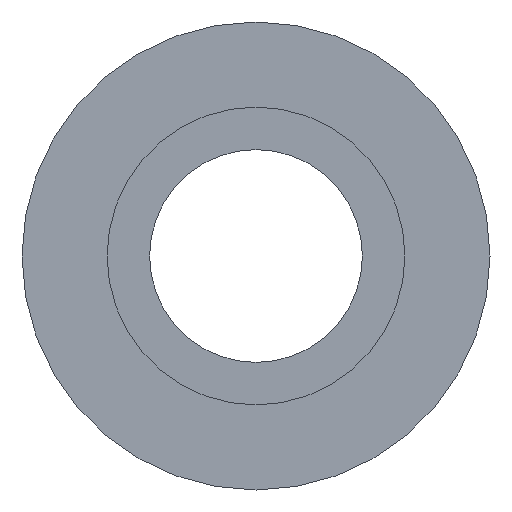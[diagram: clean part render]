
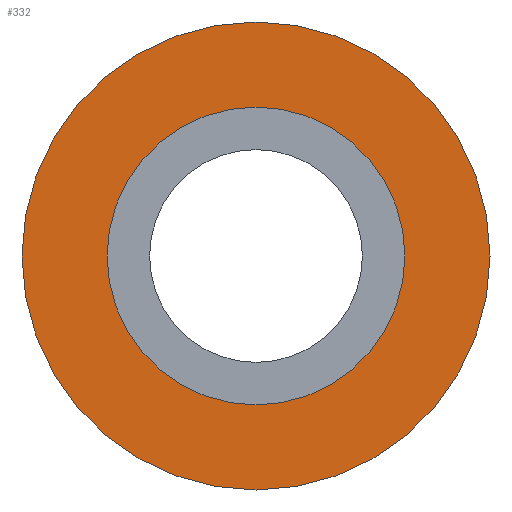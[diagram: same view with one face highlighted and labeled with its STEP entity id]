
A CAD part, front view. The second image highlights one B-rep face of the part: STEP entity #332.
In plain terms, the highlighted planar face has unit normal (0, -1, 0).
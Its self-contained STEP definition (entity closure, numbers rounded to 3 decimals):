
#47=CARTESIAN_POINT('',(0.,-11.,0.));
#48=DIRECTION('',(0.,-1.,0.));
#49=DIRECTION('',(0.,0.,-1.));
#50=AXIS2_PLACEMENT_3D('',#47,#48,#49);
#52=CARTESIAN_POINT('',(0.,-11.,0.));
#53=DIRECTION('',(0.,-1.,0.));
#54=DIRECTION('',(0.,0.,1.));
#55=AXIS2_PLACEMENT_3D('',#52,#53,#54);
#57=CARTESIAN_POINT('',(0.,-11.,0.));
#58=DIRECTION('',(0.,-1.,0.));
#59=DIRECTION('',(0.,0.,-1.));
#60=AXIS2_PLACEMENT_3D('',#57,#58,#59);
#62=CARTESIAN_POINT('',(0.,-11.,0.));
#63=DIRECTION('',(0.,-1.,0.));
#64=DIRECTION('',(0.,0.,1.));
#65=AXIS2_PLACEMENT_3D('',#62,#63,#64);
#199=CARTESIAN_POINT('',(0.,-11.,-11.));
#200=CARTESIAN_POINT('',(0.,-11.,11.));
#201=VERTEX_POINT('',#199);
#202=VERTEX_POINT('',#200);
#219=CARTESIAN_POINT('',(0.,-11.,-7.));
#220=CARTESIAN_POINT('',(0.,-11.,7.));
#221=VERTEX_POINT('',#219);
#222=VERTEX_POINT('',#220);
#317=CARTESIAN_POINT('',(0.,-11.,0.));
#318=DIRECTION('',(0.,-1.,0.));
#319=DIRECTION('',(0.,0.,-1.));
#320=AXIS2_PLACEMENT_3D('',#317,#318,#319);
#321=PLANE('',#320);
#322=ORIENTED_EDGE('',*,*,#286,.F.);
#323=ORIENTED_EDGE('',*,*,#307,.F.);
#324=EDGE_LOOP('',(#322,#323));
#325=FACE_OUTER_BOUND('',#324,.F.);
#327=ORIENTED_EDGE('',*,*,#326,.T.);
#329=ORIENTED_EDGE('',*,*,#328,.T.);
#330=EDGE_LOOP('',(#327,#329));
#331=FACE_BOUND('',#330,.F.);
#332=ADVANCED_FACE('',(#325,#331),#321,.T.);
#51=CIRCLE('',#50,11.);
#56=CIRCLE('',#55,11.);
#61=CIRCLE('',#60,7.);
#66=CIRCLE('',#65,7.);
#286=EDGE_CURVE('',#201,#202,#51,.T.);
#307=EDGE_CURVE('',#202,#201,#56,.T.);
#326=EDGE_CURVE('',#221,#222,#61,.T.);
#328=EDGE_CURVE('',#222,#221,#66,.T.);
